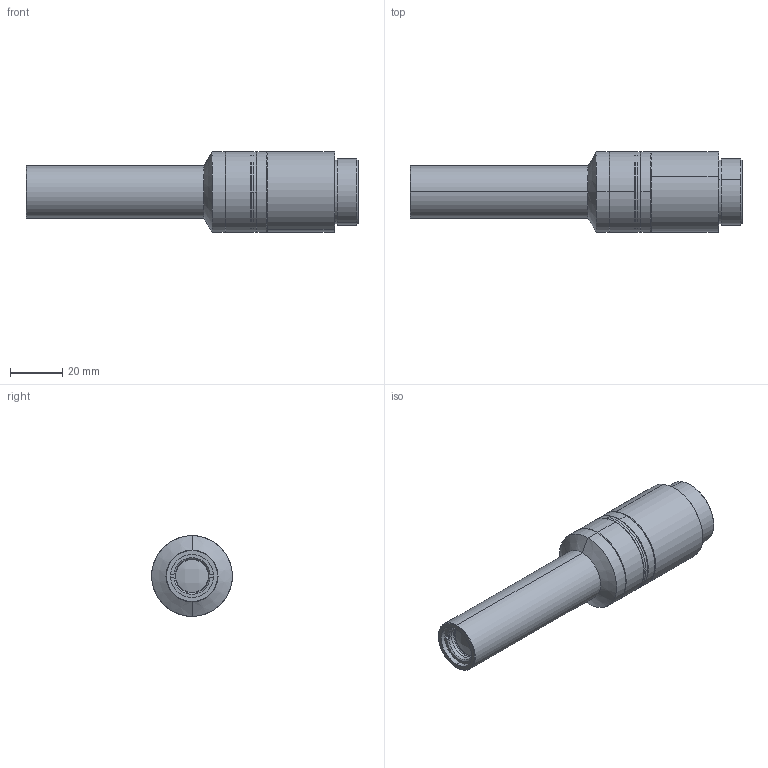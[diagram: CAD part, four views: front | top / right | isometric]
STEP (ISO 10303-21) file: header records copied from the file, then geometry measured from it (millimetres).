
FILE_DESCRIPTION (( 'STEP AP214' ), '1' );
FILE_NAME ('OTLZ17.6-40-65C.STEP', '2023-05-12T02:08:46', ( '' ), ( '' ), 'SwSTEP 2.0', 'SolidWorks 2022', '' );
FILE_SCHEMA (( 'AUTOMOTIVE_DESIGN' ));
Length unit declared in the file: millimetre
Products named in the file (1): OTLZ17.6-40-65C
Bounding box: 127.48 x 31 x 31 mm (x, y, z)
Volume: 48186.2 mm3; surface area: 27986.1 mm2
Topology: 19 solids, 19 shells, 262 faces, 572 edges, 364 vertices
Faces by surface type: cylinder 102, plane 70, cone 66, bspline 24
Entity records: 10876 total; most frequent: CARTESIAN_POINT 1823, DIRECTION 1358, ORIENTED_EDGE 1144, AXIS2_PLACEMENT_3D 575, EDGE_CURVE 572, VERTEX_POINT 364, CIRCLE 336, EDGE_LOOP 308
